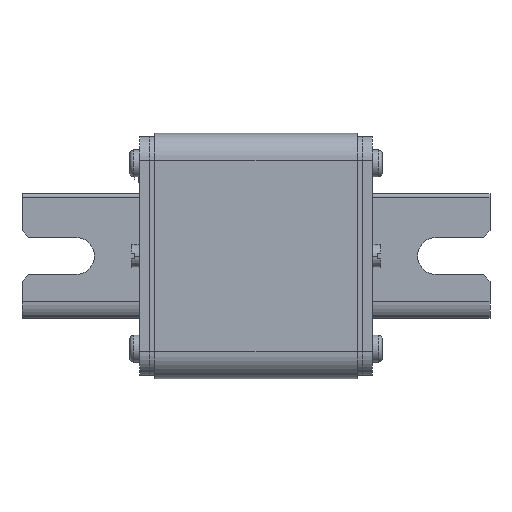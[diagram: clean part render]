
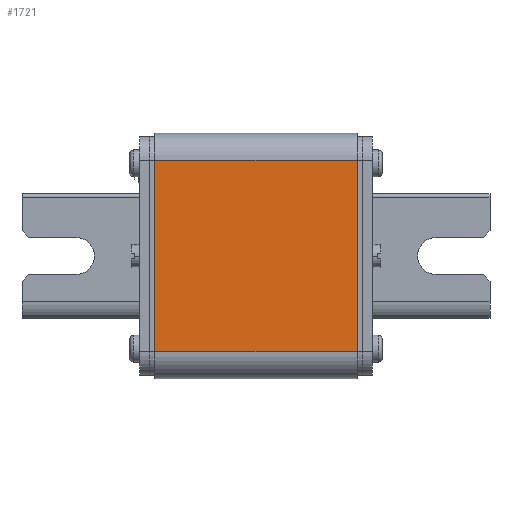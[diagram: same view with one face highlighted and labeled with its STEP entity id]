
A CAD part, left-side view. The second image highlights one B-rep face of the part: STEP entity #1721.
In plain terms, the highlighted face is planar.
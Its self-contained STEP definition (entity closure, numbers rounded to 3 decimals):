
#145=DIRECTION('',(0.,0.,1.));
#146=VECTOR('',#145,60.);
#147=CARTESIAN_POINT('',(36.5,28.5,-30.));
#148=LINE('',#147,#146);
#159=DIRECTION('',(0.,-1.,0.));
#160=VECTOR('',#159,57.);
#161=CARTESIAN_POINT('',(36.5,28.5,-30.));
#162=LINE('',#161,#160);
#173=DIRECTION('',(0.,0.,-1.));
#174=VECTOR('',#173,60.);
#175=CARTESIAN_POINT('',(36.5,-28.5,30.));
#176=LINE('',#175,#174);
#532=DIRECTION('',(0.,-1.,0.));
#533=VECTOR('',#532,57.);
#534=CARTESIAN_POINT('',(36.5,28.5,30.));
#535=LINE('',#534,#533);
#1425=CARTESIAN_POINT('',(36.5,28.5,-30.));
#1427=VERTEX_POINT('',#1425);
#1439=CARTESIAN_POINT('',(36.5,-28.5,-30.));
#1440=VERTEX_POINT('',#1439);
#1441=CARTESIAN_POINT('',(36.5,28.5,30.));
#1442=VERTEX_POINT('',#1441);
#1445=CARTESIAN_POINT('',(36.5,-28.5,30.));
#1446=VERTEX_POINT('',#1445);
#1708=CARTESIAN_POINT('',(36.5,-36.5,-30.));
#1709=DIRECTION('',(1.,0.,0.));
#1710=DIRECTION('',(0.,1.,0.));
#1711=AXIS2_PLACEMENT_3D('',#1708,#1709,#1710);
#1712=PLANE('',#1711);
#1713=ORIENTED_EDGE('',*,*,#1699,.F.);
#1714=ORIENTED_EDGE('',*,*,#1688,.T.);
#1716=ORIENTED_EDGE('',*,*,#1715,.F.);
#1718=ORIENTED_EDGE('',*,*,#1717,.F.);
#1719=EDGE_LOOP('',(#1713,#1714,#1716,#1718));
#1720=FACE_OUTER_BOUND('',#1719,.F.);
#1688=EDGE_CURVE('',#1427,#1440,#162,.T.);
#1699=EDGE_CURVE('',#1427,#1442,#148,.T.);
#1715=EDGE_CURVE('',#1446,#1440,#176,.T.);
#1717=EDGE_CURVE('',#1442,#1446,#535,.T.);
#1721=ADVANCED_FACE('',(#1720),#1712,.T.);
